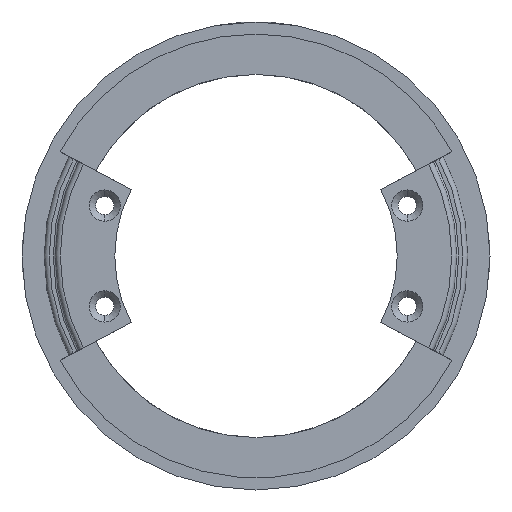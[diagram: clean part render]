
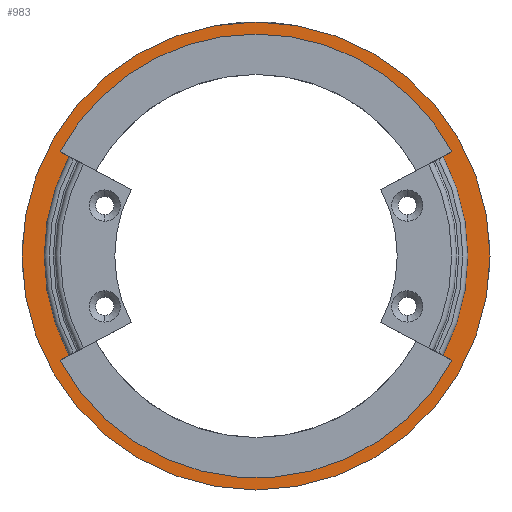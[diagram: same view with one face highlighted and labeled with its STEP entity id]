
A CAD part, left-side view. The second image highlights one B-rep face of the part: STEP entity #983.
In plain terms, the highlighted planar face has unit normal (-1, 0, 0).
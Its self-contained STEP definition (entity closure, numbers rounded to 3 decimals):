
#7 = CARTESIAN_POINT ( 'NONE',  ( -9.5, 0., 0. ) ) ;
#9 = LINE ( 'NONE', #677, #578 ) ;
#40 = CARTESIAN_POINT ( 'NONE',  ( -9.5, -19.425, 10.328 ) ) ;
#41 = ORIENTED_EDGE ( 'NONE', *, *, #1222, .T. ) ;
#67 = CARTESIAN_POINT ( 'NONE',  ( -9.5, 18.542, 9.859 ) ) ;
#68 = AXIS2_PLACEMENT_3D ( 'NONE', #117, #2092, #1792 ) ;
#87 = LINE ( 'NONE', #2019, #279 ) ;
#107 = AXIS2_PLACEMENT_3D ( 'NONE', #514, #504, #1459 ) ;
#117 = CARTESIAN_POINT ( 'NONE',  ( -9.5, 0., 0. ) ) ;
#143 = CIRCLE ( 'NONE', #107, 21. ) ;
#179 = AXIS2_PLACEMENT_3D ( 'NONE', #1020, #865, #1514 ) ;
#216 = VERTEX_POINT ( 'NONE', #1881 ) ;
#239 = DIRECTION ( 'NONE',  ( 1., 0., 0. ) ) ;
#252 = DIRECTION ( 'NONE',  ( 0., 0.883, -0.469 ) ) ;
#260 = EDGE_CURVE ( 'NONE', #1749, #775, #1953, .T. ) ;
#273 = VECTOR ( 'NONE', #1121, 1000. ) ;
#279 = VECTOR ( 'NONE', #252, 1000. ) ;
#286 = CARTESIAN_POINT ( 'NONE',  ( -9.5, -18.542, -9.859 ) ) ;
#289 = EDGE_CURVE ( 'NONE', #1015, #1147, #1445, .T. ) ;
#306 = CARTESIAN_POINT ( 'NONE',  ( -9.5, 18.542, -9.859 ) ) ;
#315 = EDGE_CURVE ( 'NONE', #1496, #216, #1809, .T. ) ;
#316 = CIRCLE ( 'NONE', #179, 22. ) ;
#319 = CARTESIAN_POINT ( 'NONE',  ( -9.5, 0., 0. ) ) ;
#322 = VERTEX_POINT ( 'NONE', #1112 ) ;
#380 = PLANE ( 'NONE',  #1572 ) ;
#393 = CARTESIAN_POINT ( 'NONE',  ( -9.5, 0., 23.2 ) ) ;
#398 = CARTESIAN_POINT ( 'NONE',  ( -9.5, 19.425, -10.328 ) ) ;
#421 = CARTESIAN_POINT ( 'NONE',  ( -9.5, 21., 0. ) ) ;
#467 = DIRECTION ( 'NONE',  ( 0., 0., 1. ) ) ;
#483 = CIRCLE ( 'NONE', #2095, 23.2 ) ;
#494 = VERTEX_POINT ( 'NONE', #40 ) ;
#500 = DIRECTION ( 'NONE',  ( -1., 0., 0. ) ) ;
#504 = DIRECTION ( 'NONE',  ( -1., 0., 0. ) ) ;
#510 = AXIS2_PLACEMENT_3D ( 'NONE', #638, #2124, #467 ) ;
#513 = ORIENTED_EDGE ( 'NONE', *, *, #890, .T. ) ;
#514 = CARTESIAN_POINT ( 'NONE',  ( -9.5, 0., 0. ) ) ;
#519 = CARTESIAN_POINT ( 'NONE',  ( -9.5, 0., 22. ) ) ;
#545 = ORIENTED_EDGE ( 'NONE', *, *, #2017, .T. ) ;
#578 = VECTOR ( 'NONE', #1971, 1000. ) ;
#638 = CARTESIAN_POINT ( 'NONE',  ( -9.5, 0., 0. ) ) ;
#660 = DIRECTION ( 'NONE',  ( 0., 0., 1. ) ) ;
#677 = CARTESIAN_POINT ( 'NONE',  ( -9.5, 16.372, 8.705 ) ) ;
#761 = VECTOR ( 'NONE', #1836, 1000. ) ;
#773 = EDGE_CURVE ( 'NONE', #1061, #1015, #1678, .T. ) ;
#775 = VERTEX_POINT ( 'NONE', #1122 ) ;
#783 = ORIENTED_EDGE ( 'NONE', *, *, #260, .T. ) ;
#865 = DIRECTION ( 'NONE',  ( 1., 0., 0. ) ) ;
#875 = DIRECTION ( 'NONE',  ( 0., 0., -1. ) ) ;
#890 = EDGE_CURVE ( 'NONE', #1496, #1061, #9, .T. ) ;
#951 = DIRECTION ( 'NONE',  ( -1., 0., 0. ) ) ;
#983 = ADVANCED_FACE ( 'NONE', ( #1731, #1848 ), #380, .F. ) ;
#995 = ORIENTED_EDGE ( 'NONE', *, *, #773, .T. ) ;
#1015 = VERTEX_POINT ( 'NONE', #398 ) ;
#1020 = CARTESIAN_POINT ( 'NONE',  ( -9.5, 0., 0. ) ) ;
#1028 = EDGE_LOOP ( 'NONE', ( #783, #41 ) ) ;
#1034 = DIRECTION ( 'NONE',  ( 1., 0., 0. ) ) ;
#1061 = VERTEX_POINT ( 'NONE', #1273 ) ;
#1112 = CARTESIAN_POINT ( 'NONE',  ( -9.5, 19.425, 10.328 ) ) ;
#1121 = DIRECTION ( 'NONE',  ( 0., -0.883, 0.469 ) ) ;
#1122 = CARTESIAN_POINT ( 'NONE',  ( -9.5, 0., -23.2 ) ) ;
#1144 = CARTESIAN_POINT ( 'NONE',  ( -9.5, 16.372, -8.705 ) ) ;
#1147 = VERTEX_POINT ( 'NONE', #306 ) ;
#1166 = AXIS2_PLACEMENT_3D ( 'NONE', #7, #239, #1557 ) ;
#1222 = EDGE_CURVE ( 'NONE', #775, #1749, #483, .T. ) ;
#1231 = CIRCLE ( 'NONE', #1166, 22. ) ;
#1273 = CARTESIAN_POINT ( 'NONE',  ( -9.5, -19.425, -10.328 ) ) ;
#1330 = EDGE_CURVE ( 'NONE', #2038, #494, #1231, .T. ) ;
#1426 = ORIENTED_EDGE ( 'NONE', *, *, #315, .F. ) ;
#1427 = EDGE_CURVE ( 'NONE', #494, #216, #87, .T. ) ;
#1433 = ORIENTED_EDGE ( 'NONE', *, *, #289, .T. ) ;
#1445 = LINE ( 'NONE', #1144, #273 ) ;
#1459 = DIRECTION ( 'NONE',  ( 0., 0., 1. ) ) ;
#1496 = VERTEX_POINT ( 'NONE', #286 ) ;
#1502 = CARTESIAN_POINT ( 'NONE',  ( -9.5, 16.372, 8.705 ) ) ;
#1514 = DIRECTION ( 'NONE',  ( 0., 0., -1. ) ) ;
#1557 = DIRECTION ( 'NONE',  ( 0., 0., -1. ) ) ;
#1572 = AXIS2_PLACEMENT_3D ( 'NONE', #421, #1034, #875 ) ;
#1614 = ORIENTED_EDGE ( 'NONE', *, *, #2086, .T. ) ;
#1648 = EDGE_CURVE ( 'NONE', #2109, #1147, #143, .T. ) ;
#1678 = CIRCLE ( 'NONE', #68, 22. ) ;
#1731 = FACE_BOUND ( 'NONE', #1812, .T. ) ;
#1749 = VERTEX_POINT ( 'NONE', #393 ) ;
#1773 = ORIENTED_EDGE ( 'NONE', *, *, #1427, .T. ) ;
#1786 = ORIENTED_EDGE ( 'NONE', *, *, #1648, .F. ) ;
#1790 = DIRECTION ( 'NONE',  ( 0., 0., 1. ) ) ;
#1792 = DIRECTION ( 'NONE',  ( 0., 0., -1. ) ) ;
#1799 = CARTESIAN_POINT ( 'NONE',  ( -9.5, 0., 0. ) ) ;
#1809 = CIRCLE ( 'NONE', #2089, 21. ) ;
#1812 = EDGE_LOOP ( 'NONE', ( #1786, #545, #1614, #2048, #1773, #1426, #513, #995, #1433 ) ) ;
#1836 = DIRECTION ( 'NONE',  ( 0., 0.883, 0.469 ) ) ;
#1848 = FACE_OUTER_BOUND ( 'NONE', #1028, .T. ) ;
#1859 = LINE ( 'NONE', #1502, #761 ) ;
#1881 = CARTESIAN_POINT ( 'NONE',  ( -9.5, -18.542, 9.859 ) ) ;
#1953 = CIRCLE ( 'NONE', #510, 23.2 ) ;
#1971 = DIRECTION ( 'NONE',  ( 0., -0.883, -0.469 ) ) ;
#2017 = EDGE_CURVE ( 'NONE', #2109, #322, #1859, .T. ) ;
#2019 = CARTESIAN_POINT ( 'NONE',  ( -9.5, 16.372, -8.705 ) ) ;
#2038 = VERTEX_POINT ( 'NONE', #519 ) ;
#2048 = ORIENTED_EDGE ( 'NONE', *, *, #1330, .T. ) ;
#2086 = EDGE_CURVE ( 'NONE', #322, #2038, #316, .T. ) ;
#2089 = AXIS2_PLACEMENT_3D ( 'NONE', #319, #951, #1790 ) ;
#2092 = DIRECTION ( 'NONE',  ( 1., 0., 0. ) ) ;
#2095 = AXIS2_PLACEMENT_3D ( 'NONE', #1799, #500, #660 ) ;
#2109 = VERTEX_POINT ( 'NONE', #67 ) ;
#2124 = DIRECTION ( 'NONE',  ( -1., 0., 0. ) ) ;
